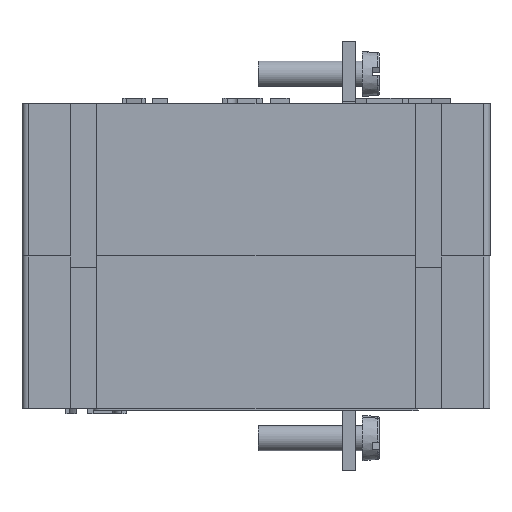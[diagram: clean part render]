
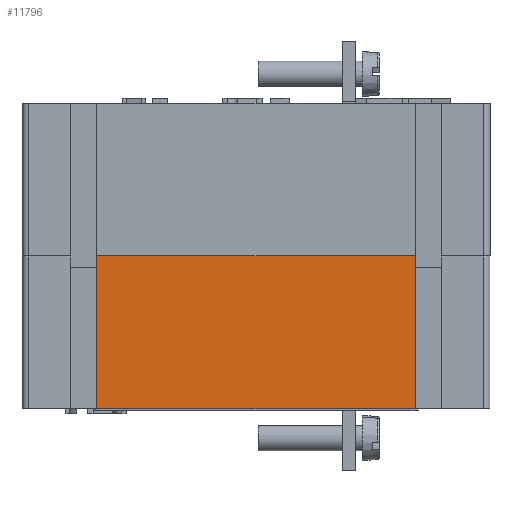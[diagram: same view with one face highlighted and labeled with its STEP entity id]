
A CAD part, front view. The second image highlights one B-rep face of the part: STEP entity #11796.
In plain terms, the highlighted planar face has unit normal (0, -1, 0).
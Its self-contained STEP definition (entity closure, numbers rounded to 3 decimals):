
#852 = VERTEX_POINT ( 'NONE', #23606 ) ;
#3291 = ORIENTED_EDGE ( 'NONE', *, *, #18627, .T. ) ;
#4069 = AXIS2_PLACEMENT_3D ( 'NONE', #19841, #19824, #19819 ) ;
#4571 = FACE_OUTER_BOUND ( 'NONE', #20493, .T. ) ;
#6948 = VECTOR ( 'NONE', #8373, 1000. ) ;
#7108 = LINE ( 'NONE', #8402, #6948 ) ;
#7255 = LINE ( 'NONE', #8792, #7859 ) ;
#7859 = VECTOR ( 'NONE', #8822, 1000. ) ;
#7882 = VECTOR ( 'NONE', #11031, 1000. ) ;
#8209 = LINE ( 'NONE', #11086, #7882 ) ;
#8373 = DIRECTION ( 'NONE',  ( 1., 0., 0. ) ) ;
#8402 = CARTESIAN_POINT ( 'NONE',  ( -24.5, -36., -23.5 ) ) ;
#8792 = CARTESIAN_POINT ( 'NONE',  ( -24.5, -36., -23.5 ) ) ;
#8822 = DIRECTION ( 'NONE',  ( 0., 0., 1. ) ) ;
#9536 = EDGE_CURVE ( 'NONE', #852, #11488, #13772, .T. ) ;
#11031 = DIRECTION ( 'NONE',  ( 0., 0., 1. ) ) ;
#11086 = CARTESIAN_POINT ( 'NONE',  ( 24.5, -36., -23.5 ) ) ;
#11488 = VERTEX_POINT ( 'NONE', #22108 ) ;
#11796 = ADVANCED_FACE ( 'NONE', ( #4571 ), #19895, .T. ) ;
#12676 = DIRECTION ( 'NONE',  ( 1., 0., 0. ) ) ;
#12735 = CARTESIAN_POINT ( 'NONE',  ( -24.5, -36., 0. ) ) ;
#13440 = ORIENTED_EDGE ( 'NONE', *, *, #9536, .F. ) ;
#13727 = VECTOR ( 'NONE', #12676, 1000. ) ;
#13772 = LINE ( 'NONE', #12735, #13727 ) ;
#14328 = CARTESIAN_POINT ( 'NONE',  ( 24.5, -36., -23.5 ) ) ;
#14964 = ORIENTED_EDGE ( 'NONE', *, *, #18814, .F. ) ;
#17949 = ORIENTED_EDGE ( 'NONE', *, *, #18857, .T. ) ;
#18627 = EDGE_CURVE ( 'NONE', #23274, #11488, #8209, .T. ) ;
#18814 = EDGE_CURVE ( 'NONE', #19985, #852, #7255, .T. ) ;
#18857 = EDGE_CURVE ( 'NONE', #19985, #23274, #7108, .T. ) ;
#19819 = DIRECTION ( 'NONE',  ( 0., 0., -1. ) ) ;
#19824 = DIRECTION ( 'NONE',  ( 0., -1., 0. ) ) ;
#19841 = CARTESIAN_POINT ( 'NONE',  ( -24.5, -36., -23.5 ) ) ;
#19895 = PLANE ( 'NONE',  #4069 ) ;
#19985 = VERTEX_POINT ( 'NONE', #24861 ) ;
#20493 = EDGE_LOOP ( 'NONE', ( #13440, #14964, #17949, #3291 ) ) ;
#22108 = CARTESIAN_POINT ( 'NONE',  ( 24.5, -36., 0. ) ) ;
#23274 = VERTEX_POINT ( 'NONE', #14328 ) ;
#23606 = CARTESIAN_POINT ( 'NONE',  ( -24.5, -36., 0. ) ) ;
#24861 = CARTESIAN_POINT ( 'NONE',  ( -24.5, -36., -23.5 ) ) ;
